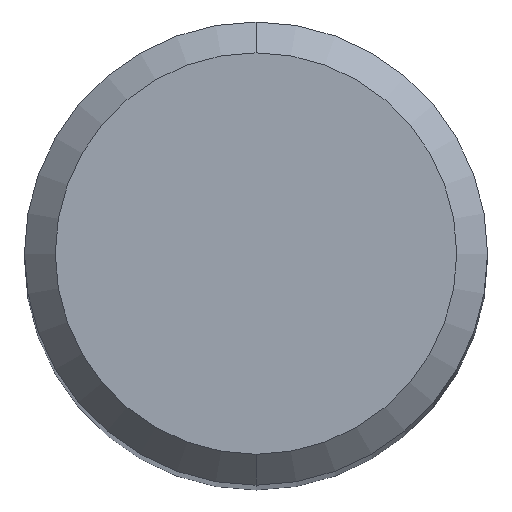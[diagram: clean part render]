
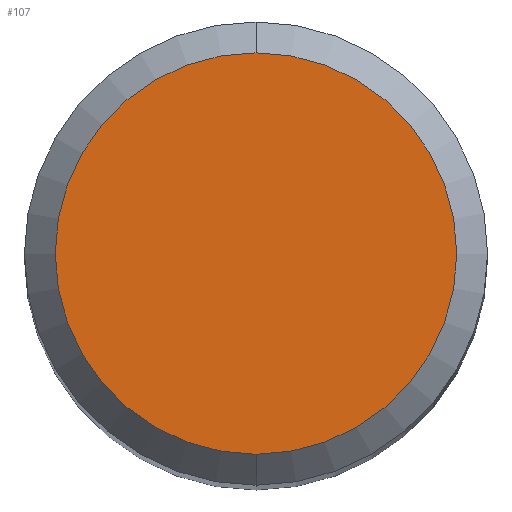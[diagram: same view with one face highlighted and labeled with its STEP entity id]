
A CAD part, top view. The second image highlights one B-rep face of the part: STEP entity #107.
In plain terms, the highlighted planar face has unit normal (0, 0, 1).
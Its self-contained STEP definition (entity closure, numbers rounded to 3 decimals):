
#101=VERTEX_POINT('',#207);
#107=ADVANCED_FACE('',(#214),#215,.T.);
#119=EDGE_CURVE('',#101,#137,#228,.T.);
#137=VERTEX_POINT('',#248);
#147=EDGE_CURVE('',#137,#101,#258,.T.);
#207=CARTESIAN_POINT('',(0.0,2.6,0.0));
#214=FACE_OUTER_BOUND('',#327,.T.);
#215=PLANE('',#328);
#228=CIRCLE('',#346,2.6);
#248=CARTESIAN_POINT('',(0.,-2.6,0.0));
#258=CIRCLE('',#388,2.6);
#327=EDGE_LOOP('',(#449,#450));
#328=AXIS2_PLACEMENT_3D('',#451,#452,#453);
#346=AXIS2_PLACEMENT_3D('',#469,#470,#471);
#388=AXIS2_PLACEMENT_3D('',#506,#507,#508);
#449=ORIENTED_EDGE('',*,*,#119,.F.);
#450=ORIENTED_EDGE('',*,*,#147,.F.);
#451=CARTESIAN_POINT('',(0.0,1.3,0.0));
#452=DIRECTION('',(-0.0,0.0,1.0));
#453=DIRECTION('',(0.0,-1.0,0.0));
#469=CARTESIAN_POINT('',(0.0,0.0,0.0));
#470=DIRECTION('',(0.0,0.0,-1.0));
#471=DIRECTION('',(0.0,1.0,0.0));
#506=CARTESIAN_POINT('',(0.0,0.0,0.0));
#507=DIRECTION('',(0.0,0.0,-1.0));
#508=DIRECTION('',(0.0,1.0,0.0));
